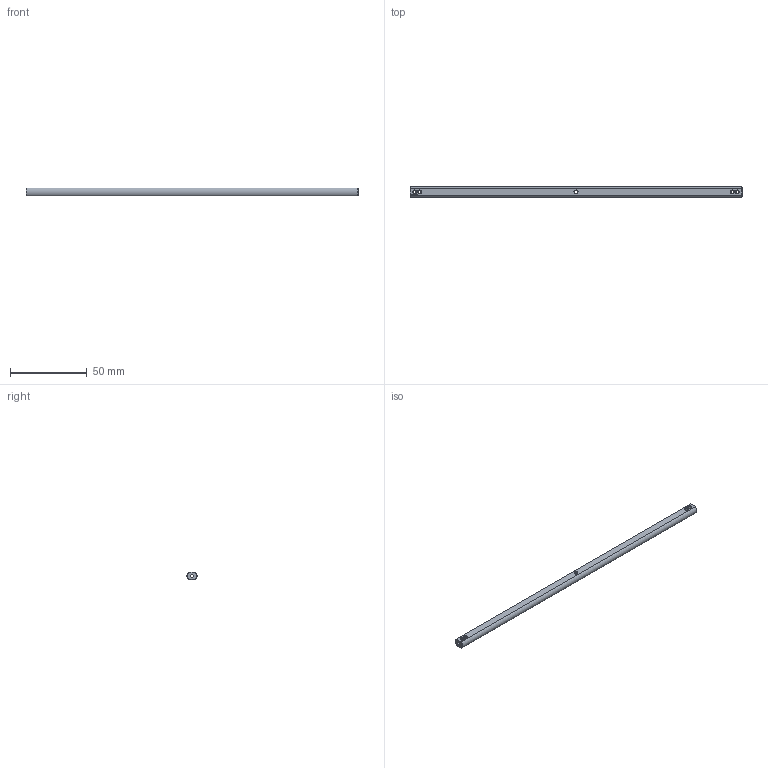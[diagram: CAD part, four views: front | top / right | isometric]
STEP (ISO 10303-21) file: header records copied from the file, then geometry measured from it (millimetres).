
FILE_DESCRIPTION(('FreeCAD Model'),'2;1');
FILE_NAME('Open CASCADE Shape Model','2024-02-04T23:35:21',(''),(''), 'Open CASCADE STEP processor 7.6','FreeCAD','Unknown');
FILE_SCHEMA(('AUTOMOTIVE_DESIGN { 1 0 10303 214 1 1 1 1 }'));
Length unit declared in the file: millimetre
Products named in the file (1): Shaft PLN BU17.25 - SPN-SFT-0069 (stemfie.org)
Bounding box: 215.62 x 6.6 x 5 mm (x, y, z)
Volume: 5625.1 mm3; surface area: 5741.5 mm2
Topology: 1 solids, 1 shells, 532 faces, 1496 edges, 988 vertices
Faces by surface type: plane 302, extrusion 196, cylinder 18, cone 16
Full cylindrical faces by diameter (mm): 2 x16
Entity records: 37316 total; most frequent: CARTESIAN_POINT 8747, DIRECTION 4556, VECTOR 3698, LINE 3502, ORIENTED_EDGE 2992, PCURVE 2992, DEFINITIONAL_REPRESENTATION 2992, EDGE_CURVE 1496
